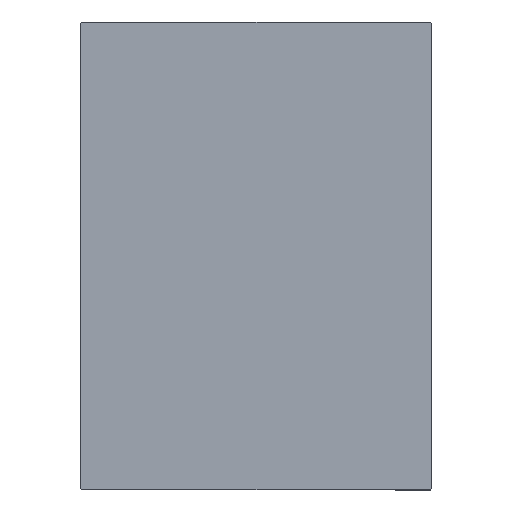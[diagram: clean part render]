
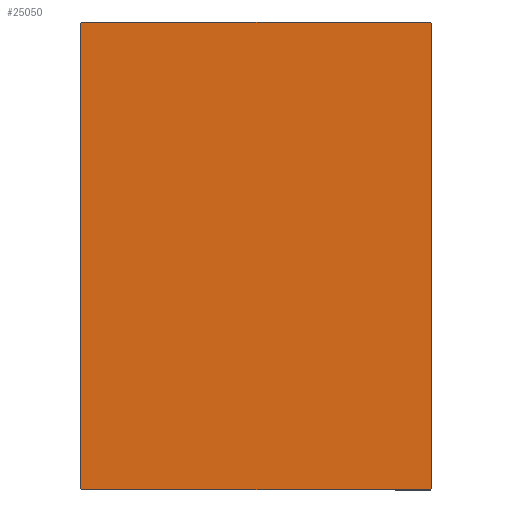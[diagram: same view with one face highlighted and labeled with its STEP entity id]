
A CAD part, left-side view. The second image highlights one B-rep face of the part: STEP entity #25050.
In plain terms, the highlighted face is planar.
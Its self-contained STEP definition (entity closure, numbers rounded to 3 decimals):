
#1027 = CARTESIAN_POINT ( 'NONE',  ( 153., -37.2, -50. ) ) ;
#1125 = CARTESIAN_POINT ( 'NONE',  ( 153., -37.5, 49.7 ) ) ;
#1367 = EDGE_CURVE ( 'NONE', #27362, #22416, #25340, .T. ) ;
#1546 = DIRECTION ( 'NONE',  ( 0., 0., -1. ) ) ;
#2725 = AXIS2_PLACEMENT_3D ( 'NONE', #3343, #17927, #1546 ) ;
#3343 = CARTESIAN_POINT ( 'NONE',  ( 153., 0., 0. ) ) ;
#4187 = LINE ( 'NONE', #38234, #39534 ) ;
#5267 = CARTESIAN_POINT ( 'NONE',  ( 153., 43.6, 43.6 ) ) ;
#5271 = LINE ( 'NONE', #41119, #41204 ) ;
#5916 = DIRECTION ( 'NONE',  ( 0., -1., 0. ) ) ;
#6800 = ORIENTED_EDGE ( 'NONE', *, *, #10005, .T. ) ;
#7512 = EDGE_LOOP ( 'NONE', ( #11249, #6800, #29491, #27606, #15852, #24015, #41583, #17305 ) ) ;
#7637 = CARTESIAN_POINT ( 'NONE',  ( 153., -43.6, 43.6 ) ) ;
#8058 = VECTOR ( 'NONE', #5916, 1000. ) ;
#9226 = VERTEX_POINT ( 'NONE', #1027 ) ;
#9591 = VERTEX_POINT ( 'NONE', #1125 ) ;
#9635 = CARTESIAN_POINT ( 'NONE',  ( 153., 37.5, 50. ) ) ;
#9683 = CARTESIAN_POINT ( 'NONE',  ( 153., 37.2, 50. ) ) ;
#10005 = EDGE_CURVE ( 'NONE', #36557, #41812, #24878, .T. ) ;
#10328 = CARTESIAN_POINT ( 'NONE',  ( 153., 37.2, -50. ) ) ;
#10485 = LINE ( 'NONE', #7637, #34113 ) ;
#10530 = LINE ( 'NONE', #41310, #29877 ) ;
#11032 = VECTOR ( 'NONE', #31902, 1000. ) ;
#11249 = ORIENTED_EDGE ( 'NONE', *, *, #23299, .T. ) ;
#12463 = VECTOR ( 'NONE', #41773, 1000. ) ;
#12547 = EDGE_CURVE ( 'NONE', #41326, #9226, #4187, .T. ) ;
#13389 = CARTESIAN_POINT ( 'NONE',  ( 153., 37.5, 49.7 ) ) ;
#15115 = CARTESIAN_POINT ( 'NONE',  ( 153., -37.5, -50. ) ) ;
#15852 = ORIENTED_EDGE ( 'NONE', *, *, #1367, .T. ) ;
#17305 = ORIENTED_EDGE ( 'NONE', *, *, #12547, .T. ) ;
#17927 = DIRECTION ( 'NONE',  ( 1., 0., 0. ) ) ;
#21421 = DIRECTION ( 'NONE',  ( 0., 0.707, -0.707 ) ) ;
#21813 = CARTESIAN_POINT ( 'NONE',  ( 153., 43.6, -43.6 ) ) ;
#22056 = EDGE_CURVE ( 'NONE', #37156, #27362, #41749, .T. ) ;
#22416 = VERTEX_POINT ( 'NONE', #22465 ) ;
#22465 = CARTESIAN_POINT ( 'NONE',  ( 153., -37.2, 50. ) ) ;
#23299 = EDGE_CURVE ( 'NONE', #9226, #36557, #39151, .T. ) ;
#23581 = EDGE_CURVE ( 'NONE', #41812, #37156, #10530, .T. ) ;
#24015 = ORIENTED_EDGE ( 'NONE', *, *, #24673, .T. ) ;
#24673 = EDGE_CURVE ( 'NONE', #22416, #9591, #10485, .T. ) ;
#24878 = LINE ( 'NONE', #21813, #28934 ) ;
#25050 = ADVANCED_FACE ( 'NONE', ( #30609 ), #33251, .T. ) ;
#25340 = LINE ( 'NONE', #9635, #8058 ) ;
#27362 = VERTEX_POINT ( 'NONE', #9683 ) ;
#27606 = ORIENTED_EDGE ( 'NONE', *, *, #22056, .T. ) ;
#28934 = VECTOR ( 'NONE', #41706, 1000. ) ;
#29491 = ORIENTED_EDGE ( 'NONE', *, *, #23581, .T. ) ;
#29877 = VECTOR ( 'NONE', #34517, 1000. ) ;
#30021 = CARTESIAN_POINT ( 'NONE',  ( 153., -37.5, -49.7 ) ) ;
#30609 = FACE_OUTER_BOUND ( 'NONE', #7512, .T. ) ;
#31902 = DIRECTION ( 'NONE',  ( 0., -0.707, 0.707 ) ) ;
#33251 = PLANE ( 'NONE',  #2725 ) ;
#33489 = EDGE_CURVE ( 'NONE', #9591, #41326, #5271, .T. ) ;
#34049 = DIRECTION ( 'NONE',  ( 0., -0.707, -0.707 ) ) ;
#34113 = VECTOR ( 'NONE', #34049, 1000. ) ;
#34517 = DIRECTION ( 'NONE',  ( 0., 0., 1. ) ) ;
#34979 = DIRECTION ( 'NONE',  ( 0., 0., -1. ) ) ;
#36557 = VERTEX_POINT ( 'NONE', #10328 ) ;
#37156 = VERTEX_POINT ( 'NONE', #13389 ) ;
#38234 = CARTESIAN_POINT ( 'NONE',  ( 153., -43.6, -43.6 ) ) ;
#39151 = LINE ( 'NONE', #15115, #12463 ) ;
#39534 = VECTOR ( 'NONE', #21421, 1000. ) ;
#39806 = CARTESIAN_POINT ( 'NONE',  ( 153., 37.5, -49.7 ) ) ;
#41119 = CARTESIAN_POINT ( 'NONE',  ( 153., -37.5, 50. ) ) ;
#41204 = VECTOR ( 'NONE', #34979, 1000. ) ;
#41310 = CARTESIAN_POINT ( 'NONE',  ( 153., 37.5, -50. ) ) ;
#41326 = VERTEX_POINT ( 'NONE', #30021 ) ;
#41583 = ORIENTED_EDGE ( 'NONE', *, *, #33489, .T. ) ;
#41706 = DIRECTION ( 'NONE',  ( 0., 0.707, 0.707 ) ) ;
#41749 = LINE ( 'NONE', #5267, #11032 ) ;
#41773 = DIRECTION ( 'NONE',  ( 0., 1., 0. ) ) ;
#41812 = VERTEX_POINT ( 'NONE', #39806 ) ;
